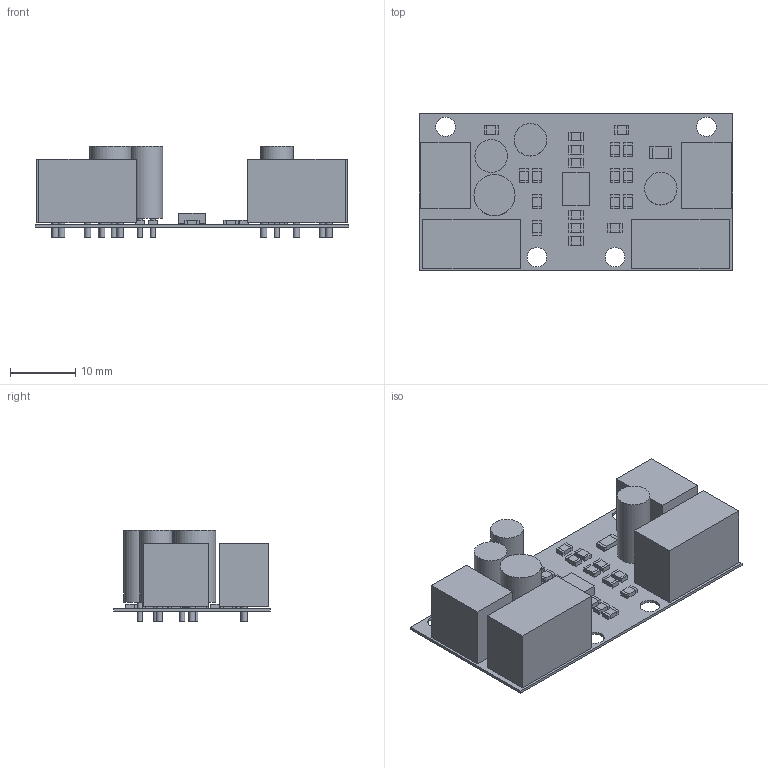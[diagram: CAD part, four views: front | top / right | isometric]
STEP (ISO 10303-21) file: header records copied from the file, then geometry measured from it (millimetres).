
FILE_DESCRIPTION(('Open CASCADE Model'),'2;1');
FILE_NAME('Open CASCADE Shape Model','2015-08-03T15:55:18',('Author'),( 'Open CASCADE'),'Open CASCADE STEP processor 6.5','Open CASCADE 6.5' ,'Unknown');
FILE_SCHEMA(('AUTOMOTIVE_DESIGN { 1 0 10303 214 1 1 1 1 }'));
Length unit declared in the file: millimetre
Products named in the file (63): PCB; Board; J4; 558552464; Extruded; 558565800; Cylinder; J3; R12; 558516496; 558549392; R11; 558552208; 558552080; R10; R9; R8; R7; R6; R5; R4; R3; R1; IC1; 558551952; C22; C21; C16; C15; C10; C9; C7; 558566280; 558566400; C6; 558551568; 558551440; C5; C4; C3 ...
Assembly tree (133 placements, depth 4):
  PCB
    Board
    J4
      558552464
        Extruded
      558565800  x3
        Cylinder
    J3
      558552464
        Extruded
      558565800  x3
        Cylinder
    R12
      558516496  x2
        Extruded
      558549392
        Extruded
    R11
      558552208  x2
        Extruded
      558552080
        Extruded
    R10
      558552208  x2
        Extruded
      558552080
        Extruded
    R9
      558552208  x2
        Extruded
      558552080
        Extruded
    R8
      558552208  x2
        Extruded
      558552080
        Extruded
    R7
      558516496  x2
        Extruded
      558549392
        Extruded
    R6
      558552208  x2
        Extruded
      558552080
        Extruded
    R5
      558552208  x2
        Extruded
      558552080
        Extruded
    R4
      558552208  x2
        Extruded
      558552080
        Extruded
    R3
      558552208  x2
        Extruded
Bounding box: 48 x 24 x 14 mm (x, y, z)
Volume: 5263.4 mm3; surface area: 6108.6 mm2
Topology: 88 solids, 88 shells, 484 faces, 924 edges, 616 vertices
Faces by surface type: plane 440, cylinder 44
Full cylindrical faces by diameter (mm): 0.8 x8, 1 x18, 1.2 x10, 3 x4, 5 x3, 6.3 x1
Entity records: 7456 total; most frequent: CARTESIAN_POINT 1358, DIRECTION 1081, LINE 491, VECTOR 491, ORIENTED_EDGE 414, PCURVE 414, DEFINITIONAL_REPRESENTATION 414, AXIS2_PLACEMENT_3D 295
